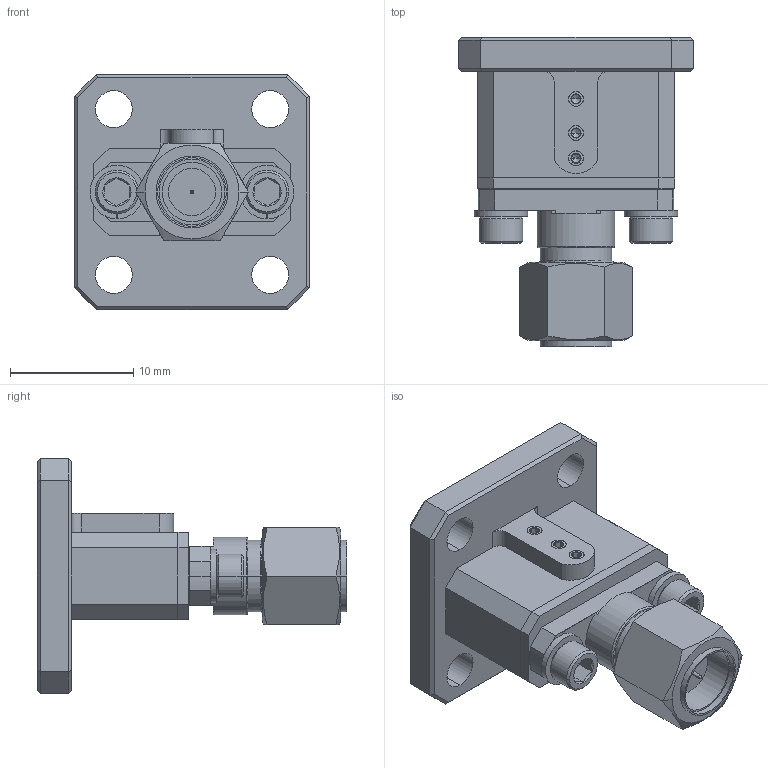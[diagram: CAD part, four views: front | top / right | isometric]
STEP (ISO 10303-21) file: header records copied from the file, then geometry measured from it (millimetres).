
FILE_DESCRIPTION (( 'STEP AP203' ), '1' );
FILE_NAME ('DMWC-28-161-U320, DF.STEP', '2019-10-17T16:53:57', ( '' ), ( '' ), 'SwSTEP 2.0', 'SolidWorks 2016', '' );
FILE_SCHEMA (( 'CONFIG_CONTROL_DESIGN' ));
Length unit declared in the file: inch
Products named in the file (1): DMWC-28-161-U320, DF
Bounding box: 19.1 x 25.15 x 19.1 mm (x, y, z)
Volume: 2815.2 mm3; surface area: 3018.7 mm2
Topology: 11 solids, 11 shells, 366 faces, 828 edges, 490 vertices
Faces by surface type: plane 166, cylinder 107, cone 89, torus 2, bspline 2
Entity records: 11558 total; most frequent: CARTESIAN_POINT 3366, DIRECTION 1740, ORIENTED_EDGE 1608, EDGE_CURVE 804, AXIS2_PLACEMENT_3D 651, VERTEX_POINT 490, VECTOR 438, LINE 438
